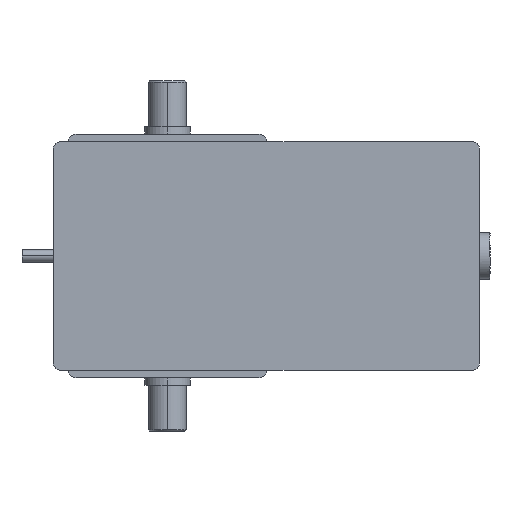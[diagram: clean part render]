
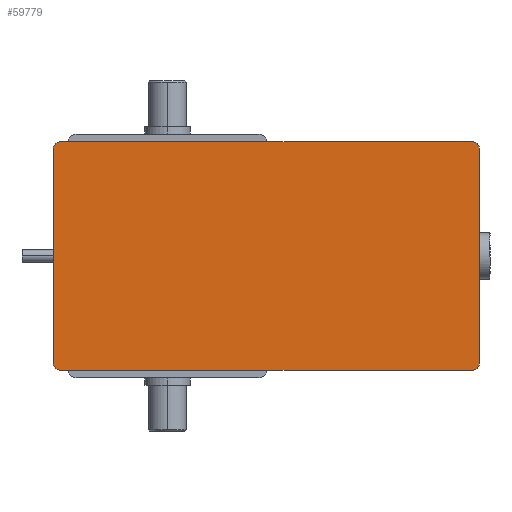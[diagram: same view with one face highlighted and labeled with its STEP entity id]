
A CAD part, front view. The second image highlights one B-rep face of the part: STEP entity #59779.
In plain terms, the highlighted face is planar.
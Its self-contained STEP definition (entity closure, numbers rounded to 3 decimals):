
#1530 = EDGE_CURVE ( 'NONE', #5635, #15476, #51703, .T. ) ;
#1692 = VERTEX_POINT ( 'NONE', #50440 ) ;
#1701 = DIRECTION ( 'NONE',  ( 0., 0., 1. ) ) ;
#1820 = DIRECTION ( 'NONE',  ( 0., 0., 1. ) ) ;
#2406 = ORIENTED_EDGE ( 'NONE', *, *, #46873, .F. ) ;
#3103 = ORIENTED_EDGE ( 'NONE', *, *, #8077, .F. ) ;
#4431 = CARTESIAN_POINT ( 'NONE',  ( 170., -75., 0. ) ) ;
#4434 = VECTOR ( 'NONE', #35880, 1000. ) ;
#5635 = VERTEX_POINT ( 'NONE', #4431 ) ;
#6483 = CARTESIAN_POINT ( 'NONE',  ( -100., 70., 0. ) ) ;
#7388 = EDGE_CURVE ( 'NONE', #52419, #13638, #35684, .T. ) ;
#8077 = EDGE_CURVE ( 'NONE', #1692, #23913, #37863, .T. ) ;
#9524 = AXIS2_PLACEMENT_3D ( 'NONE', #39254, #28350, #49435 ) ;
#11221 = DIRECTION ( 'NONE',  ( 0., 0., 1. ) ) ;
#11980 = FACE_OUTER_BOUND ( 'NONE', #31916, .T. ) ;
#12715 = CARTESIAN_POINT ( 'NONE',  ( -100., -70., 0. ) ) ;
#12968 = CARTESIAN_POINT ( 'NONE',  ( 170., -70., 0. ) ) ;
#13337 = CARTESIAN_POINT ( 'NONE',  ( -100., 75., 0. ) ) ;
#13497 = EDGE_CURVE ( 'NONE', #13638, #45291, #58969, .T. ) ;
#13638 = VERTEX_POINT ( 'NONE', #31237 ) ;
#14566 = DIRECTION ( 'NONE',  ( 0., -1., 0. ) ) ;
#14768 = CARTESIAN_POINT ( 'NONE',  ( -100., 75., 0. ) ) ;
#14847 = AXIS2_PLACEMENT_3D ( 'NONE', #12715, #1820, #30166 ) ;
#15476 = VERTEX_POINT ( 'NONE', #19887 ) ;
#16416 = ORIENTED_EDGE ( 'NONE', *, *, #7388, .F. ) ;
#19226 = DIRECTION ( 'NONE',  ( 0., 1., 0. ) ) ;
#19887 = CARTESIAN_POINT ( 'NONE',  ( 175., -70., 0. ) ) ;
#22421 = ORIENTED_EDGE ( 'NONE', *, *, #44071, .F. ) ;
#22780 = CARTESIAN_POINT ( 'NONE',  ( 170., 75., 0. ) ) ;
#23873 = LINE ( 'NONE', #13337, #4434 ) ;
#23913 = VERTEX_POINT ( 'NONE', #22780 ) ;
#28350 = DIRECTION ( 'NONE',  ( 0., 0., 1. ) ) ;
#30166 = DIRECTION ( 'NONE',  ( 1., 0., 0. ) ) ;
#31237 = CARTESIAN_POINT ( 'NONE',  ( -105., -70., 0. ) ) ;
#31916 = EDGE_LOOP ( 'NONE', ( #69036, #16416, #2406, #59782, #3103, #22421, #43167, #43135 ) ) ;
#33436 = PLANE ( 'NONE',  #9524 ) ;
#33513 = VECTOR ( 'NONE', #19226, 1000. ) ;
#33756 = DIRECTION ( 'NONE',  ( -1., 0., 0. ) ) ;
#35587 = LINE ( 'NONE', #47225, #40754 ) ;
#35684 = LINE ( 'NONE', #64024, #49480 ) ;
#35880 = DIRECTION ( 'NONE',  ( -1., 0., 0. ) ) ;
#36497 = DIRECTION ( 'NONE',  ( 0., 0., 1. ) ) ;
#37125 = CARTESIAN_POINT ( 'NONE',  ( -100., -75., 0. ) ) ;
#37863 = CIRCLE ( 'NONE', #52951, 5. ) ;
#38186 = AXIS2_PLACEMENT_3D ( 'NONE', #6483, #11221, #33756 ) ;
#39254 = CARTESIAN_POINT ( 'NONE',  ( -100., -70., 0. ) ) ;
#39869 = VERTEX_POINT ( 'NONE', #14768 ) ;
#40754 = VECTOR ( 'NONE', #63920, 1000. ) ;
#41062 = LINE ( 'NONE', #63224, #33513 ) ;
#42660 = CARTESIAN_POINT ( 'NONE',  ( 170., 70., 0. ) ) ;
#43135 = ORIENTED_EDGE ( 'NONE', *, *, #71769, .F. ) ;
#43167 = ORIENTED_EDGE ( 'NONE', *, *, #1530, .F. ) ;
#44071 = EDGE_CURVE ( 'NONE', #15476, #1692, #41062, .T. ) ;
#44338 = EDGE_CURVE ( 'NONE', #23913, #39869, #23873, .T. ) ;
#45291 = VERTEX_POINT ( 'NONE', #37125 ) ;
#46873 = EDGE_CURVE ( 'NONE', #39869, #52419, #54410, .T. ) ;
#47225 = CARTESIAN_POINT ( 'NONE',  ( -100., -75., 0. ) ) ;
#49435 = DIRECTION ( 'NONE',  ( 1., 0., 0. ) ) ;
#49480 = VECTOR ( 'NONE', #14566, 1000. ) ;
#50440 = CARTESIAN_POINT ( 'NONE',  ( 175., 70., 0. ) ) ;
#51130 = DIRECTION ( 'NONE',  ( 1., 0., 0. ) ) ;
#51703 = CIRCLE ( 'NONE', #52735, 5. ) ;
#52419 = VERTEX_POINT ( 'NONE', #57706 ) ;
#52735 = AXIS2_PLACEMENT_3D ( 'NONE', #12968, #1701, #51130 ) ;
#52951 = AXIS2_PLACEMENT_3D ( 'NONE', #42660, #36497, #63760 ) ;
#54410 = CIRCLE ( 'NONE', #38186, 5. ) ;
#57706 = CARTESIAN_POINT ( 'NONE',  ( -105., 70., 0. ) ) ;
#58969 = CIRCLE ( 'NONE', #14847, 5. ) ;
#59779 = ADVANCED_FACE ( 'NONE', ( #11980 ), #33436, .F. ) ;
#59782 = ORIENTED_EDGE ( 'NONE', *, *, #44338, .F. ) ;
#63224 = CARTESIAN_POINT ( 'NONE',  ( 175., 70., 0. ) ) ;
#63760 = DIRECTION ( 'NONE',  ( 1., 0., 0. ) ) ;
#63920 = DIRECTION ( 'NONE',  ( 1., 0., 0. ) ) ;
#64024 = CARTESIAN_POINT ( 'NONE',  ( -105., 70., 0. ) ) ;
#69036 = ORIENTED_EDGE ( 'NONE', *, *, #13497, .F. ) ;
#71769 = EDGE_CURVE ( 'NONE', #45291, #5635, #35587, .T. ) ;
